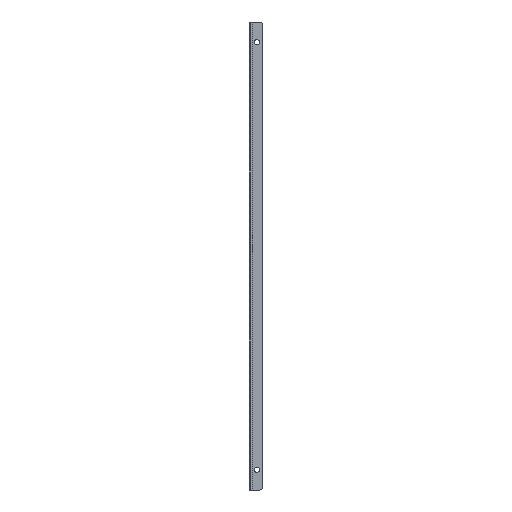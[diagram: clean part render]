
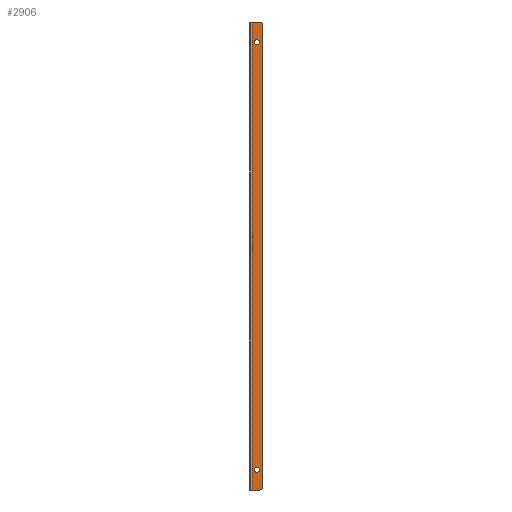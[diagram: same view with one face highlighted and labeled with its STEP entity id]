
A CAD part, left-side view. The second image highlights one B-rep face of the part: STEP entity #2906.
In plain terms, the highlighted planar face has unit normal (-1, 0, 0).
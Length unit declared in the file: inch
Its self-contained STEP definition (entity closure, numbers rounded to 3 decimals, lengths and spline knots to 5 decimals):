
#120 = CIRCLE ( 'NONE', #2939, 0.094 ) ;
#121 = CARTESIAN_POINT ( 'NONE',  ( -46.21275, -0.28, 7.8435 ) ) ;
#161 = VERTEX_POINT ( 'NONE', #3585 ) ;
#270 = VERTEX_POINT ( 'NONE', #4249 ) ;
#316 = ORIENTED_EDGE ( 'NONE', *, *, #2167, .T. ) ;
#348 = VERTEX_POINT ( 'NONE', #2420 ) ;
#380 = AXIS2_PLACEMENT_3D ( 'NONE', #1911, #4547, #3641 ) ;
#431 = VERTEX_POINT ( 'NONE', #5273 ) ;
#489 = DIRECTION ( 'NONE',  ( 0., 0., -1. ) ) ;
#580 = AXIS2_PLACEMENT_3D ( 'NONE', #1364, #1550, #2868 ) ;
#607 = LINE ( 'NONE', #3729, #1316 ) ;
#686 = EDGE_CURVE ( 'NONE', #1791, #1721, #4238, .T. ) ;
#693 = CARTESIAN_POINT ( 'NONE',  ( -46.21275, -0.28, 7.9375 ) ) ;
#698 = ORIENTED_EDGE ( 'NONE', *, *, #3225, .T. ) ;
#724 = DIRECTION ( 'NONE',  ( 1., 0., 0. ) ) ;
#794 = LINE ( 'NONE', #4412, #4686 ) ;
#811 = EDGE_LOOP ( 'NONE', ( #4587, #1154 ) ) ;
#970 = DIRECTION ( 'NONE',  ( 0., 0., -1. ) ) ;
#994 = FACE_BOUND ( 'NONE', #811, .T. ) ;
#1006 = CARTESIAN_POINT ( 'NONE',  ( -46.21275, -0.375, -8.6875 ) ) ;
#1154 = ORIENTED_EDGE ( 'NONE', *, *, #2504, .T. ) ;
#1202 = ORIENTED_EDGE ( 'NONE', *, *, #2889, .T. ) ;
#1282 = CARTESIAN_POINT ( 'NONE',  ( -46.21275, -0.375, -8.5625 ) ) ;
#1316 = VECTOR ( 'NONE', #3649, 39.37008 ) ;
#1364 = CARTESIAN_POINT ( 'NONE',  ( -46.21275, -0.375, 8.5625 ) ) ;
#1451 = ORIENTED_EDGE ( 'NONE', *, *, #5074, .F. ) ;
#1514 = DIRECTION ( 'NONE',  ( 1., 0., 0. ) ) ;
#1550 = DIRECTION ( 'NONE',  ( -1., 0., 0. ) ) ;
#1656 = CIRCLE ( 'NONE', #4308, 0.094 ) ;
#1721 = VERTEX_POINT ( 'NONE', #3306 ) ;
#1779 = DIRECTION ( 'NONE',  ( -1., 0., 0. ) ) ;
#1791 = VERTEX_POINT ( 'NONE', #5497 ) ;
#1800 = EDGE_CURVE ( 'NONE', #3277, #348, #4496, .T. ) ;
#1885 = FACE_BOUND ( 'NONE', #5188, .T. ) ;
#1911 = CARTESIAN_POINT ( 'NONE',  ( -46.21275, 0., 8.6875 ) ) ;
#2034 = VERTEX_POINT ( 'NONE', #1006 ) ;
#2075 = ORIENTED_EDGE ( 'NONE', *, *, #3701, .T. ) ;
#2098 = EDGE_LOOP ( 'NONE', ( #4745, #5588, #2075, #4046, #1451, #698 ) ) ;
#2158 = VERTEX_POINT ( 'NONE', #5034 ) ;
#2167 = EDGE_CURVE ( 'NONE', #431, #5156, #3116, .T. ) ;
#2203 = AXIS2_PLACEMENT_3D ( 'NONE', #4247, #724, #2468 ) ;
#2228 = AXIS2_PLACEMENT_3D ( 'NONE', #1282, #1779, #5597 ) ;
#2313 = DIRECTION ( 'NONE',  ( 0., 0., -1. ) ) ;
#2420 = CARTESIAN_POINT ( 'NONE',  ( -46.21275, -0.28, -8.0315 ) ) ;
#2433 = DIRECTION ( 'NONE',  ( 1., 0., 0. ) ) ;
#2437 = CARTESIAN_POINT ( 'NONE',  ( -46.21275, -0.112, 8.6875 ) ) ;
#2468 = DIRECTION ( 'NONE',  ( 0., 0., 1. ) ) ;
#2504 = EDGE_CURVE ( 'NONE', #348, #3277, #1656, .T. ) ;
#2701 = DIRECTION ( 'NONE',  ( 0., 0., 1. ) ) ;
#2772 = CARTESIAN_POINT ( 'NONE',  ( -46.21275, -0.28, 7.9375 ) ) ;
#2855 = CIRCLE ( 'NONE', #580, 0.125 ) ;
#2868 = DIRECTION ( 'NONE',  ( 0., -1., 0. ) ) ;
#2889 = EDGE_CURVE ( 'NONE', #5156, #431, #120, .T. ) ;
#2906 = ADVANCED_FACE ( 'NONE', ( #1885, #994, #4039 ), #5397, .F. ) ;
#2939 = AXIS2_PLACEMENT_3D ( 'NONE', #2772, #1514, #970 ) ;
#3116 = CIRCLE ( 'NONE', #4212, 0.094 ) ;
#3225 = EDGE_CURVE ( 'NONE', #161, #1721, #2855, .T. ) ;
#3277 = VERTEX_POINT ( 'NONE', #3551 ) ;
#3281 = VECTOR ( 'NONE', #5068, 39.37008 ) ;
#3306 = CARTESIAN_POINT ( 'NONE',  ( -46.21275, -0.375, 8.6875 ) ) ;
#3551 = CARTESIAN_POINT ( 'NONE',  ( -46.21275, -0.28, -7.8435 ) ) ;
#3567 = LINE ( 'NONE', #5634, #5231 ) ;
#3585 = CARTESIAN_POINT ( 'NONE',  ( -46.21275, -0.5, 8.5625 ) ) ;
#3641 = DIRECTION ( 'NONE',  ( 0., -1., 0. ) ) ;
#3649 = DIRECTION ( 'NONE',  ( 0., -1., 0. ) ) ;
#3701 = EDGE_CURVE ( 'NONE', #270, #2034, #607, .T. ) ;
#3710 = DIRECTION ( 'NONE',  ( 0., 0., 1. ) ) ;
#3729 = CARTESIAN_POINT ( 'NONE',  ( -46.21275, -0.112, -8.6875 ) ) ;
#4039 = FACE_OUTER_BOUND ( 'NONE', #2098, .T. ) ;
#4046 = ORIENTED_EDGE ( 'NONE', *, *, #5003, .T. ) ;
#4212 = AXIS2_PLACEMENT_3D ( 'NONE', #693, #2433, #3710 ) ;
#4238 = LINE ( 'NONE', #2437, #3281 ) ;
#4247 = CARTESIAN_POINT ( 'NONE',  ( -46.21275, -0.28, -7.9375 ) ) ;
#4249 = CARTESIAN_POINT ( 'NONE',  ( -46.21275, -0.112, -8.6875 ) ) ;
#4308 = AXIS2_PLACEMENT_3D ( 'NONE', #4571, #4892, #2313 ) ;
#4325 = CIRCLE ( 'NONE', #2228, 0.125 ) ;
#4412 = CARTESIAN_POINT ( 'NONE',  ( -46.21275, -0.5, 8.5625 ) ) ;
#4496 = CIRCLE ( 'NONE', #2203, 0.094 ) ;
#4547 = DIRECTION ( 'NONE',  ( 1., 0., 0. ) ) ;
#4571 = CARTESIAN_POINT ( 'NONE',  ( -46.21275, -0.28, -7.9375 ) ) ;
#4587 = ORIENTED_EDGE ( 'NONE', *, *, #1800, .T. ) ;
#4624 = EDGE_CURVE ( 'NONE', #270, #1791, #3567, .T. ) ;
#4686 = VECTOR ( 'NONE', #489, 39.37008 ) ;
#4745 = ORIENTED_EDGE ( 'NONE', *, *, #686, .F. ) ;
#4892 = DIRECTION ( 'NONE',  ( 1., 0., 0. ) ) ;
#5003 = EDGE_CURVE ( 'NONE', #2034, #2158, #4325, .T. ) ;
#5034 = CARTESIAN_POINT ( 'NONE',  ( -46.21275, -0.5, -8.5625 ) ) ;
#5068 = DIRECTION ( 'NONE',  ( 0., -1., 0. ) ) ;
#5074 = EDGE_CURVE ( 'NONE', #161, #2158, #794, .T. ) ;
#5156 = VERTEX_POINT ( 'NONE', #121 ) ;
#5188 = EDGE_LOOP ( 'NONE', ( #316, #1202 ) ) ;
#5231 = VECTOR ( 'NONE', #2701, 39.37008 ) ;
#5273 = CARTESIAN_POINT ( 'NONE',  ( -46.21275, -0.28, 8.0315 ) ) ;
#5397 = PLANE ( 'NONE',  #380 ) ;
#5497 = CARTESIAN_POINT ( 'NONE',  ( -46.21275, -0.112, 8.6875 ) ) ;
#5588 = ORIENTED_EDGE ( 'NONE', *, *, #4624, .F. ) ;
#5597 = DIRECTION ( 'NONE',  ( 0., 0., -1. ) ) ;
#5634 = CARTESIAN_POINT ( 'NONE',  ( -46.21275, -0.112, -8.6875 ) ) ;
